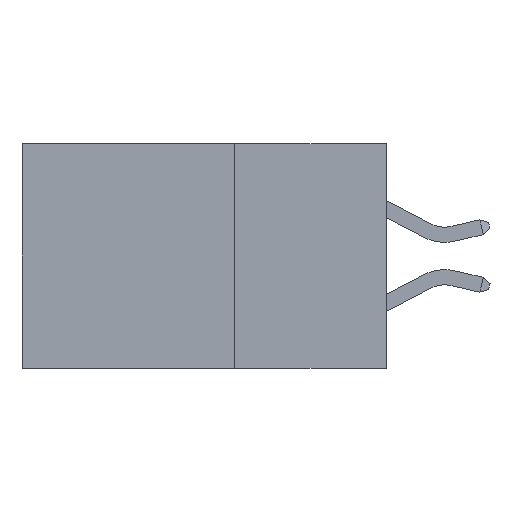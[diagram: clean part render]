
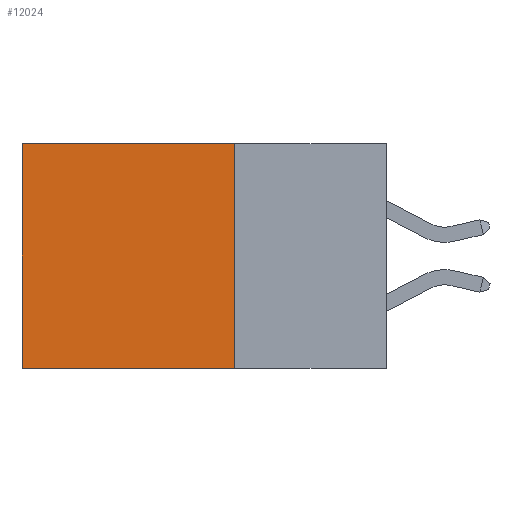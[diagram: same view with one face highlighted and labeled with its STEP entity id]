
A CAD part, left-side view. The second image highlights one B-rep face of the part: STEP entity #12024.
In plain terms, the highlighted planar face has unit normal (-1, 0, 0).
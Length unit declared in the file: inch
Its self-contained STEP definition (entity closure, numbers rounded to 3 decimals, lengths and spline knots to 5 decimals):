
#156 = CARTESIAN_POINT ( 'NONE',  ( 0.298, 0.25, 0. ) ) ;
#230 = CARTESIAN_POINT ( 'NONE',  ( 0.298, 0.25, 0. ) ) ;
#2437 = EDGE_CURVE ( 'NONE', #8594, #4512, #10472, .T. ) ;
#3457 = CARTESIAN_POINT ( 'NONE',  ( 0.298, 0.25, -0.37 ) ) ;
#3473 = CARTESIAN_POINT ( 'NONE',  ( 0.298, 0.6, -0.37 ) ) ;
#4512 = VERTEX_POINT ( 'NONE', #3457 ) ;
#4631 = LINE ( 'NONE', #21557, #17629 ) ;
#4648 = ORIENTED_EDGE ( 'NONE', *, *, #18339, .F. ) ;
#5366 = EDGE_LOOP ( 'NONE', ( #22155, #4648, #21267, #5461 ) ) ;
#5461 = ORIENTED_EDGE ( 'NONE', *, *, #19779, .T. ) ;
#5987 = DIRECTION ( 'NONE',  ( 0., 1., 0. ) ) ;
#6126 = CARTESIAN_POINT ( 'NONE',  ( 0.298, 0.6, 0. ) ) ;
#6660 = VERTEX_POINT ( 'NONE', #3473 ) ;
#7954 = CARTESIAN_POINT ( 'NONE',  ( 0.298, 0.6, 0. ) ) ;
#8320 = EDGE_CURVE ( 'NONE', #22591, #6660, #8527, .T. ) ;
#8527 = LINE ( 'NONE', #7954, #15052 ) ;
#8594 = VERTEX_POINT ( 'NONE', #22396 ) ;
#8681 = FACE_OUTER_BOUND ( 'NONE', #5366, .T. ) ;
#10472 = LINE ( 'NONE', #156, #24718 ) ;
#11914 = DIRECTION ( 'NONE',  ( 0., 0., -1. ) ) ;
#12024 = ADVANCED_FACE ( 'NONE', ( #8681 ), #16064, .F. ) ;
#12866 = AXIS2_PLACEMENT_3D ( 'NONE', #230, #23923, #11914 ) ;
#13507 = CARTESIAN_POINT ( 'NONE',  ( 0.298, 0.25, 0. ) ) ;
#15052 = VECTOR ( 'NONE', #21813, 39.37008 ) ;
#16064 = PLANE ( 'NONE',  #12866 ) ;
#16079 = DIRECTION ( 'NONE',  ( 0., 0., -1. ) ) ;
#17629 = VECTOR ( 'NONE', #5987, 39.37008 ) ;
#18339 = EDGE_CURVE ( 'NONE', #4512, #6660, #4631, .T. ) ;
#19241 = LINE ( 'NONE', #13507, #23871 ) ;
#19779 = EDGE_CURVE ( 'NONE', #8594, #22591, #19241, .T. ) ;
#21267 = ORIENTED_EDGE ( 'NONE', *, *, #2437, .F. ) ;
#21536 = DIRECTION ( 'NONE',  ( 0., 1., 0. ) ) ;
#21557 = CARTESIAN_POINT ( 'NONE',  ( 0.298, 0.25, -0.37 ) ) ;
#21813 = DIRECTION ( 'NONE',  ( 0., 0., -1. ) ) ;
#22155 = ORIENTED_EDGE ( 'NONE', *, *, #8320, .T. ) ;
#22396 = CARTESIAN_POINT ( 'NONE',  ( 0.298, 0.25, 0. ) ) ;
#22591 = VERTEX_POINT ( 'NONE', #6126 ) ;
#23871 = VECTOR ( 'NONE', #21536, 39.37008 ) ;
#23923 = DIRECTION ( 'NONE',  ( 1., 0., 0. ) ) ;
#24718 = VECTOR ( 'NONE', #16079, 39.37008 ) ;
